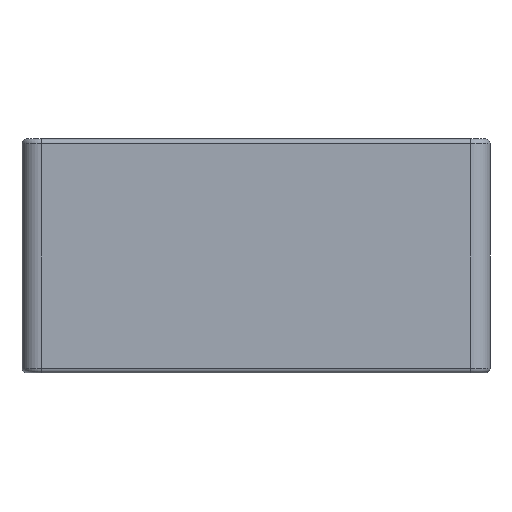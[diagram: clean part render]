
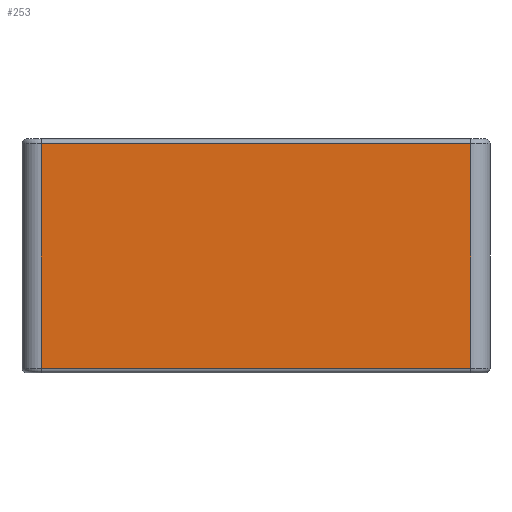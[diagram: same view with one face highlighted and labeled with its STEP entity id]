
A CAD part, front view. The second image highlights one B-rep face of the part: STEP entity #253.
In plain terms, the highlighted planar face has unit normal (0, -1, 0).
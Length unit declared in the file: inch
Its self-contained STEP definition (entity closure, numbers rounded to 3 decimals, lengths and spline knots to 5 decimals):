
#12 = PLANE ( 'NONE',  #189 ) ;
#19 = LINE ( 'NONE', #155, #463 ) ;
#48 = EDGE_CURVE ( 'NONE', #124, #466, #62, .T. ) ;
#52 = CARTESIAN_POINT ( 'NONE',  ( -1.375, -0.125, -0.72 ) ) ;
#62 = LINE ( 'NONE', #335, #471 ) ;
#63 = DIRECTION ( 'NONE',  ( 0., 1., 0. ) ) ;
#88 = ORIENTED_EDGE ( 'NONE', *, *, #429, .F. ) ;
#97 = CARTESIAN_POINT ( 'NONE',  ( -1.375, -0.125, 0.75 ) ) ;
#124 = VERTEX_POINT ( 'NONE', #52 ) ;
#133 = CARTESIAN_POINT ( 'NONE',  ( -1.375, -0.125, 0.72 ) ) ;
#141 = VERTEX_POINT ( 'NONE', #298 ) ;
#146 = EDGE_CURVE ( 'NONE', #188, #141, #497, .T. ) ;
#155 = CARTESIAN_POINT ( 'NONE',  ( 1.375, -0.125, 0.75 ) ) ;
#162 = DIRECTION ( 'NONE',  ( 0., 0., -1. ) ) ;
#185 = DIRECTION ( 'NONE',  ( 0., 0., 1. ) ) ;
#188 = VERTEX_POINT ( 'NONE', #485 ) ;
#189 = AXIS2_PLACEMENT_3D ( 'NONE', #97, #63, #185 ) ;
#219 = DIRECTION ( 'NONE',  ( 1., 0., 0. ) ) ;
#226 = EDGE_LOOP ( 'NONE', ( #414, #403, #88, #317 ) ) ;
#229 = VECTOR ( 'NONE', #393, 39.37008 ) ;
#253 = ADVANCED_FACE ( 'NONE', ( #523 ), #12, .F. ) ;
#296 = DIRECTION ( 'NONE',  ( -1., 0., 0. ) ) ;
#298 = CARTESIAN_POINT ( 'NONE',  ( -1.375, -0.125, 0.72 ) ) ;
#317 = ORIENTED_EDGE ( 'NONE', *, *, #146, .T. ) ;
#335 = CARTESIAN_POINT ( 'NONE',  ( -1.375, -0.125, -0.72 ) ) ;
#380 = LINE ( 'NONE', #512, #229 ) ;
#391 = CARTESIAN_POINT ( 'NONE',  ( 1.375, -0.125, -0.72 ) ) ;
#393 = DIRECTION ( 'NONE',  ( 0., 0., -1. ) ) ;
#403 = ORIENTED_EDGE ( 'NONE', *, *, #48, .T. ) ;
#414 = ORIENTED_EDGE ( 'NONE', *, *, #440, .T. ) ;
#424 = VECTOR ( 'NONE', #296, 39.37008 ) ;
#429 = EDGE_CURVE ( 'NONE', #188, #466, #19, .T. ) ;
#440 = EDGE_CURVE ( 'NONE', #141, #124, #380, .T. ) ;
#463 = VECTOR ( 'NONE', #162, 39.37008 ) ;
#466 = VERTEX_POINT ( 'NONE', #391 ) ;
#471 = VECTOR ( 'NONE', #219, 39.37008 ) ;
#485 = CARTESIAN_POINT ( 'NONE',  ( 1.375, -0.125, 0.72 ) ) ;
#497 = LINE ( 'NONE', #133, #424 ) ;
#512 = CARTESIAN_POINT ( 'NONE',  ( -1.375, -0.125, 0.75 ) ) ;
#523 = FACE_OUTER_BOUND ( 'NONE', #226, .T. ) ;
